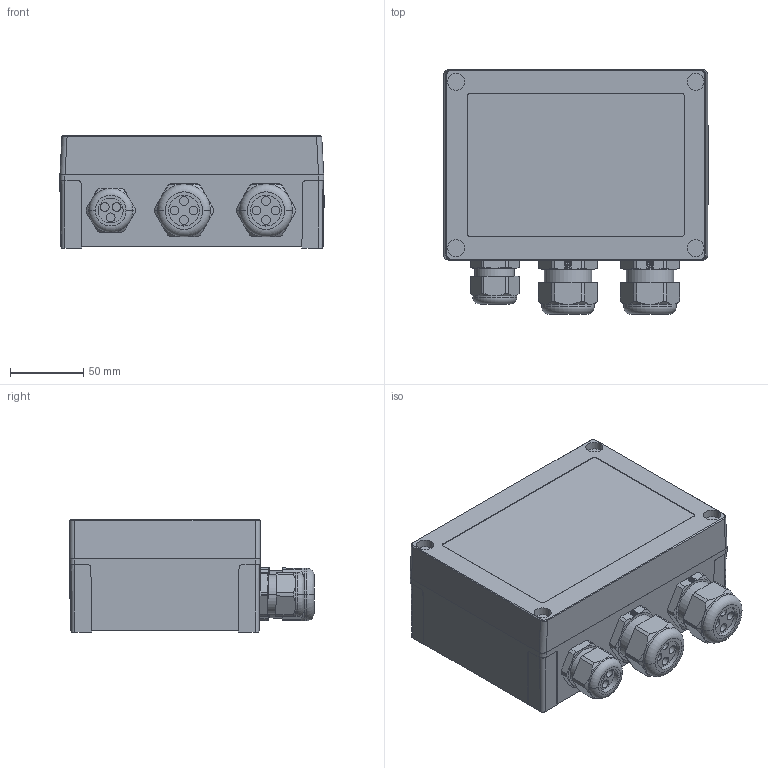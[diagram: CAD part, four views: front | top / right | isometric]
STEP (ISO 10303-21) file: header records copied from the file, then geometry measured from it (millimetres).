
FILE_DESCRIPTION (( 'STEP AP203' ), '1' );
FILE_NAME ('NASmini 8 #87414700.STEP', '2015-04-08T11:44:03', ( 'netter' ), ( '' ), 'SwSTEP 2.0', 'SolidWorks 2015', '' );
FILE_SCHEMA (( 'CONFIG_CONTROL_DESIGN' ));
Length unit declared in the file: millimetre
Products named in the file (1): NASmini 8 #87414700
Bounding box: 180.37 x 167 x 76.6 mm (x, y, z)
Volume: 1804324.2 mm3; surface area: 119503.7 mm2
Topology: 1 solids, 1 shells, 1569 faces, 4210 edges, 2788 vertices
Faces by surface type: plane 762, bspline 470, cylinder 271, cone 60, torus 6
Entity records: 66473 total; most frequent: CARTESIAN_POINT 29922, ORIENTED_EDGE 8420, DIRECTION 5986, EDGE_CURVE 4210, VERTEX_POINT 2788, VECTOR 2570, LINE 2570, EDGE_LOOP 1730
